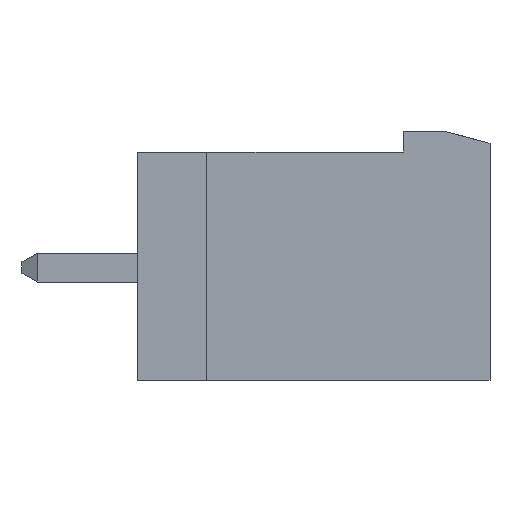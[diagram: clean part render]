
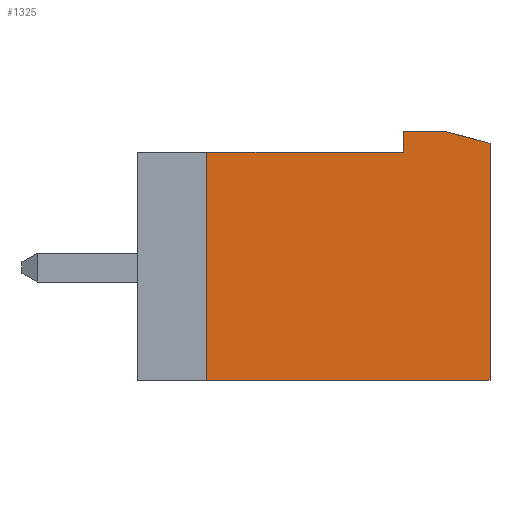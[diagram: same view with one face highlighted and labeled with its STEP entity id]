
A CAD part, front view. The second image highlights one B-rep face of the part: STEP entity #1325.
In plain terms, the highlighted planar face has unit normal (0, -1, 0).
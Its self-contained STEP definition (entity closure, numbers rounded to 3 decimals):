
#1325 = ADVANCED_FACE( '', ( #2929 ), #2930, .F. );
#2929 = FACE_OUTER_BOUND( '', #4811, .T. );
#2930 = PLANE( '', #4812 );
#4811 = EDGE_LOOP( '', ( #8669, #8670, #8671, #8672, #8673, #8674, #8675 ) );
#4812 = AXIS2_PLACEMENT_3D( '', #8676, #8677, #8678 );
#8669 = ORIENTED_EDGE( '', *, *, #12507, .T. );
#8670 = ORIENTED_EDGE( '', *, *, #12508, .T. );
#8671 = ORIENTED_EDGE( '', *, *, #11299, .T. );
#8672 = ORIENTED_EDGE( '', *, *, #12096, .T. );
#8673 = ORIENTED_EDGE( '', *, *, #12509, .T. );
#8674 = ORIENTED_EDGE( '', *, *, #12510, .T. );
#8675 = ORIENTED_EDGE( '', *, *, #12511, .T. );
#8676 = CARTESIAN_POINT( '', ( 0., -87.36, 300.7 ) );
#8677 = DIRECTION( '', ( 0., 1., 0. ) );
#8678 = DIRECTION( '', ( -1., 0., 0. ) );
#11299 = EDGE_CURVE( '', #13626, #13627, #13628, .T. );
#12096 = EDGE_CURVE( '', #13627, #14892, #14894, .T. );
#12507 = EDGE_CURVE( '', #15452, #15453, #15454, .T. );
#12508 = EDGE_CURVE( '', #15453, #13626, #15455, .T. );
#12509 = EDGE_CURVE( '', #14892, #15456, #15457, .T. );
#12510 = EDGE_CURVE( '', #15456, #15458, #15459, .T. );
#12511 = EDGE_CURVE( '', #15458, #15452, #15460, .T. );
#13626 = VERTEX_POINT( '', #16923 );
#13627 = VERTEX_POINT( '', #16924 );
#13628 = LINE( '', #16925, #16926 );
#14892 = VERTEX_POINT( '', #18793 );
#14894 = LINE( '', #18796, #18797 );
#15452 = VERTEX_POINT( '', #19669 );
#15453 = VERTEX_POINT( '', #19670 );
#15454 = LINE( '', #19671, #19672 );
#15455 = LINE( '', #19673, #19674 );
#15456 = VERTEX_POINT( '', #19675 );
#15457 = LINE( '', #19676, #19677 );
#15458 = VERTEX_POINT( '', #19678 );
#15459 = LINE( '', #19679, #19680 );
#15460 = LINE( '', #19681, #19682 );
#16923 = CARTESIAN_POINT( '', ( -6.8, -87.36, 300. ) );
#16924 = CARTESIAN_POINT( '', ( -6.8, -87.36, 292.1 ) );
#16925 = CARTESIAN_POINT( '', ( -6.8, -87.36, 292.1 ) );
#16926 = VECTOR( '', #20845, 1000. );
#18793 = CARTESIAN_POINT( '', ( 3., -87.36, 292.1 ) );
#18796 = CARTESIAN_POINT( '', ( 3., -87.36, 292.1 ) );
#18797 = VECTOR( '', #21516, 1000. );
#19669 = CARTESIAN_POINT( '', ( 0., -87.36, 300.7 ) );
#19670 = CARTESIAN_POINT( '', ( 0., -87.36, 300. ) );
#19671 = CARTESIAN_POINT( '', ( 0., -87.36, 300.2 ) );
#19672 = VECTOR( '', #21843, 1000. );
#19673 = CARTESIAN_POINT( '', ( -6.8, -87.36, 300. ) );
#19674 = VECTOR( '', #21844, 1000. );
#19675 = CARTESIAN_POINT( '', ( 3., -87.36, 300.3 ) );
#19676 = CARTESIAN_POINT( '', ( 3., -87.36, 300.3 ) );
#19677 = VECTOR( '', #21845, 1000. );
#19678 = CARTESIAN_POINT( '', ( 1.507, -87.36, 300.7 ) );
#19679 = CARTESIAN_POINT( '', ( 1.507, -87.36, 300.7 ) );
#19680 = VECTOR( '', #21846, 1000. );
#19681 = CARTESIAN_POINT( '', ( 0., -87.36, 300.7 ) );
#19682 = VECTOR( '', #21847, 1000. );
#20845 = DIRECTION( '', ( 0., 0., -1. ) );
#21516 = DIRECTION( '', ( 1., 0., 0. ) );
#21843 = DIRECTION( '', ( 0., 0., -1. ) );
#21844 = DIRECTION( '', ( -1., 0., 0. ) );
#21845 = DIRECTION( '', ( 0., 0., 1. ) );
#21846 = DIRECTION( '', ( -0.966, 0., 0.259 ) );
#21847 = DIRECTION( '', ( -1., 0., 0. ) );
